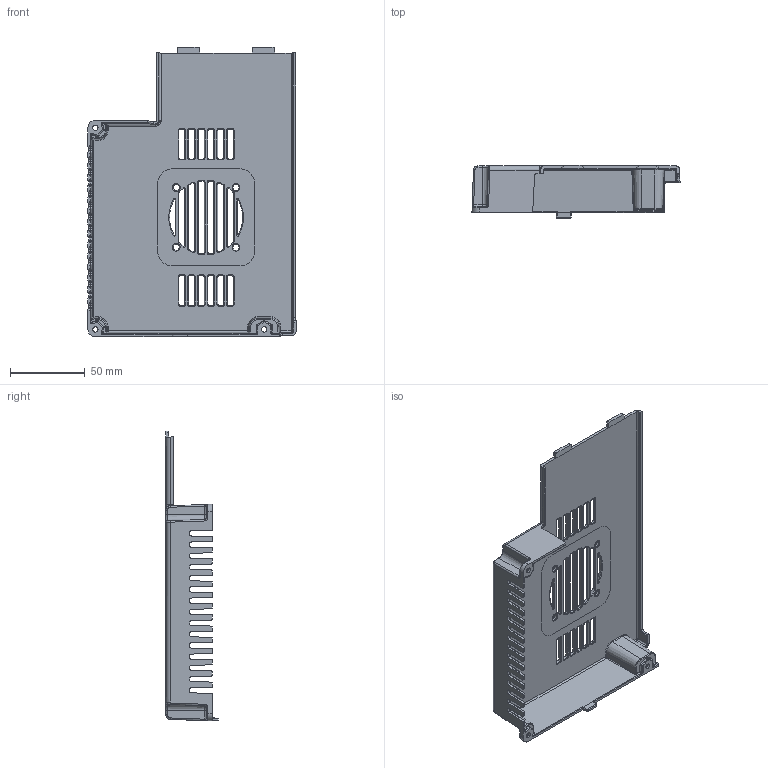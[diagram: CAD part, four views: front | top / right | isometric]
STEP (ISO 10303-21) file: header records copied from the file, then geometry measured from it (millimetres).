
FILE_DESCRIPTION (( 'STEP AP203' ), '1' );
FILE_NAME ('1740-B.STEP', '2015-02-05T13:40:13', ( '' ), ( '' ), 'SwSTEP 2.0', 'SolidWorks 2014', '' );
FILE_SCHEMA (( 'CONFIG_CONTROL_DESIGN' ));
Length unit declared in the file: millimetre
Products named in the file (1): 1740-B
Bounding box: 139.3 x 35.14 x 193.98 mm (x, y, z)
Volume: 61601 mm3; surface area: 65943.3 mm2
Topology: 1 solids, 1 shells, 1060 faces, 2636 edges, 1517 vertices
Faces by surface type: cylinder 424, bspline 270, plane 223, sphere 65, cone 40, torus 38
Entity records: 34636 total; most frequent: CARTESIAN_POINT 12395, ORIENTED_EDGE 5142, DIRECTION 4209, EDGE_CURVE 2571, AXIS2_PLACEMENT_3D 1569, VERTEX_POINT 1517, EDGE_LOOP 1118, LINE 1071
